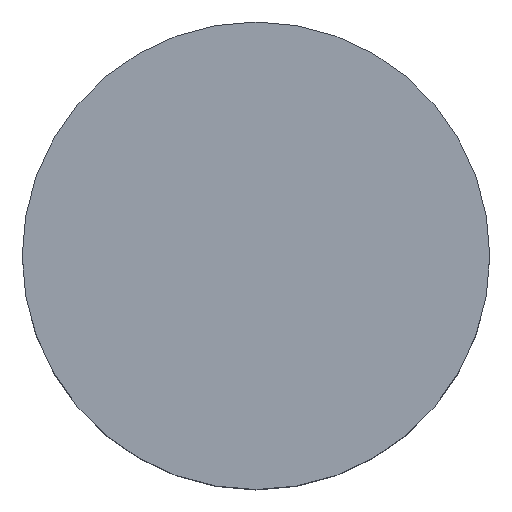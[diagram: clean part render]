
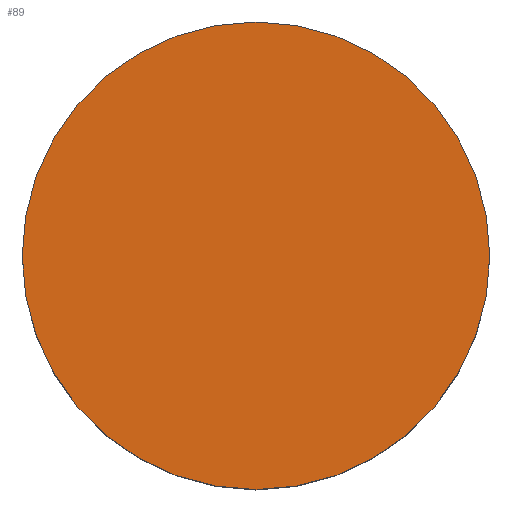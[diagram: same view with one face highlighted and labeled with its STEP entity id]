
A CAD part, top view. The second image highlights one B-rep face of the part: STEP entity #89.
In plain terms, the highlighted planar face has unit normal (0, 0, 1).
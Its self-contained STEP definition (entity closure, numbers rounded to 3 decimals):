
#1 = VERTEX_POINT ( 'NONE', #105 ) ;
#10 = CARTESIAN_POINT ( 'NONE',  ( 3., 0., 0. ) ) ;
#25 = CARTESIAN_POINT ( 'NONE',  ( 0., 0., 0. ) ) ;
#27 = EDGE_CURVE ( 'NONE', #211, #1, #75, .T. ) ;
#31 = ORIENTED_EDGE ( 'NONE', *, *, #126, .T. ) ;
#52 = DIRECTION ( 'NONE',  ( 1., 0., 0. ) ) ;
#75 = CIRCLE ( 'NONE', #166, 3. ) ;
#83 = DIRECTION ( 'NONE',  ( 0., 0., 1. ) ) ;
#88 = ORIENTED_EDGE ( 'NONE', *, *, #27, .T. ) ;
#89 = ADVANCED_FACE ( 'NONE', ( #218 ), #194, .T. ) ;
#100 = EDGE_LOOP ( 'NONE', ( #88, #31 ) ) ;
#101 = AXIS2_PLACEMENT_3D ( 'NONE', #25, #296, #52 ) ;
#105 = CARTESIAN_POINT ( 'NONE',  ( -3., 0., 0. ) ) ;
#109 = CARTESIAN_POINT ( 'NONE',  ( 0., 0., 0. ) ) ;
#110 = DIRECTION ( 'NONE',  ( 1., 0., 0. ) ) ;
#126 = EDGE_CURVE ( 'NONE', #1, #211, #245, .T. ) ;
#142 = AXIS2_PLACEMENT_3D ( 'NONE', #201, #257, #110 ) ;
#166 = AXIS2_PLACEMENT_3D ( 'NONE', #109, #83, #170 ) ;
#170 = DIRECTION ( 'NONE',  ( 1., 0., 0. ) ) ;
#194 = PLANE ( 'NONE',  #101 ) ;
#201 = CARTESIAN_POINT ( 'NONE',  ( 0., 0., 0. ) ) ;
#211 = VERTEX_POINT ( 'NONE', #10 ) ;
#218 = FACE_OUTER_BOUND ( 'NONE', #100, .T. ) ;
#245 = CIRCLE ( 'NONE', #142, 3. ) ;
#257 = DIRECTION ( 'NONE',  ( 0., 0., 1. ) ) ;
#296 = DIRECTION ( 'NONE',  ( 0., 0., 1. ) ) ;
